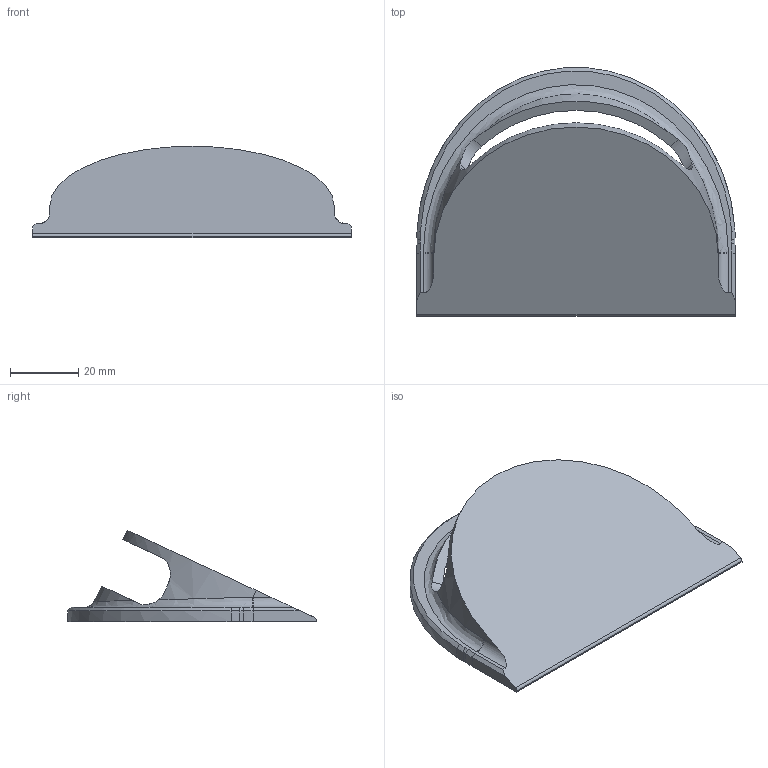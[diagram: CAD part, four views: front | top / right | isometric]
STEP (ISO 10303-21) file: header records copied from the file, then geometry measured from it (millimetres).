
FILE_DESCRIPTION(/* description */ (''),/* implementation_level */ '2;1');
FILE_NAME(/* name */ 'camera_fixation.stp',/* time_stamp */ '2025-10-22T16:53:02+03:00',/* author */ ('I9232'),/* organization */ (''),/* preprocessor_version */ 'ST-DEVELOPER v19.2',/* originating_system */ 'Autodesk Inventor 2023',/* authorisation */ '');
FILE_SCHEMA (('AUTOMOTIVE_DESIGN { 1 0 10303 214 3 1 1 }'));
Length unit declared in the file: millimetre
Products named in the file (1): camera_fixation
Bounding box: 93.4 x 72.83 x 26.84 mm (x, y, z)
Volume: 21240.9 mm3; surface area: 15739.4 mm2
Topology: 1 solids, 1 shells, 65 faces, 160 edges, 101 vertices
Faces by surface type: plane 24, bspline 23, cylinder 16, cone 2
Full cylindrical faces by diameter (mm): 4.2 x3
Entity records: 2848 total; most frequent: CARTESIAN_POINT 1379, ORIENTED_EDGE 320, DIRECTION 246, EDGE_CURVE 160, VERTEX_POINT 100, AXIS2_PLACEMENT_3D 84, LINE 78, VECTOR 78
